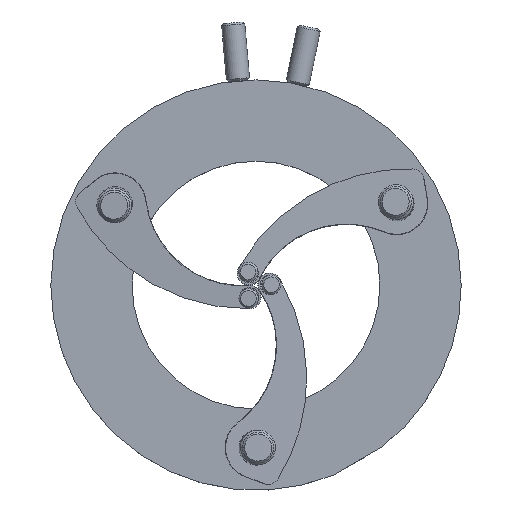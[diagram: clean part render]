
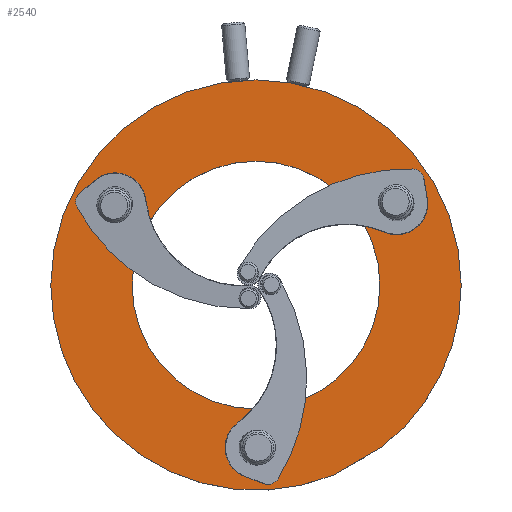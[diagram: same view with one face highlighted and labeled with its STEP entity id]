
A CAD part, top view. The second image highlights one B-rep face of the part: STEP entity #2540.
In plain terms, the highlighted planar face has unit normal (0, 0, 1).
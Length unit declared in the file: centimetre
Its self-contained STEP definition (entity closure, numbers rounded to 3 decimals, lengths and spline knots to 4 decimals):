
#13 = EDGE_LOOP ( 'NONE', ( #1585, #1442 ) ) ;
#211 = AXIS2_PLACEMENT_3D ( 'NONE', #3251, #3204, #3172 ) ;
#212 = AXIS2_PLACEMENT_3D ( 'NONE', #3079, #3191, #3053 ) ;
#214 = AXIS2_PLACEMENT_3D ( 'NONE', #3164, #3279, #3243 ) ;
#239 = AXIS2_PLACEMENT_3D ( 'NONE', #881, #861, #880 ) ;
#241 = AXIS2_PLACEMENT_3D ( 'NONE', #1851, #1793, #1947 ) ;
#272 = FACE_BOUND ( 'NONE', #2729, .T. ) ;
#283 = AXIS2_PLACEMENT_3D ( 'NONE', #3124, #3261, #3125 ) ;
#286 = AXIS2_PLACEMENT_3D ( 'NONE', #3277, #3280, #3272 ) ;
#291 = VECTOR ( 'NONE', #3075, 100. ) ;
#306 = AXIS2_PLACEMENT_3D ( 'NONE', #3270, #3235, #3236 ) ;
#320 = FACE_OUTER_BOUND ( 'NONE', #2672, .T. ) ;
#333 = FACE_BOUND ( 'NONE', #2779, .T. ) ;
#346 = FACE_BOUND ( 'NONE', #2733, .T. ) ;
#411 = AXIS2_PLACEMENT_3D ( 'NONE', #3180, #3016, #3252 ) ;
#413 = FACE_BOUND ( 'NONE', #13, .T. ) ;
#417 = AXIS2_PLACEMENT_3D ( 'NONE', #3081, #3233, #3130 ) ;
#432 = AXIS2_PLACEMENT_3D ( 'NONE', #3013, #1942, #1872 ) ;
#497 = AXIS2_PLACEMENT_3D ( 'NONE', #2997, #2999, #3006 ) ;
#857 = PLANE ( 'NONE',  #239 ) ;
#861 = DIRECTION ( 'NONE',  ( 0., 0., 1. ) ) ;
#880 = DIRECTION ( 'NONE',  ( 1., 0., 0. ) ) ;
#881 = CARTESIAN_POINT ( 'NONE',  ( -0.8088, 0.2026, 0.45 ) ) ;
#1009 = CARTESIAN_POINT ( 'NONE',  ( 2.3912, 0.2026, 0.45 ) ) ;
#1024 = VERTEX_POINT ( 'NONE', #1455 ) ;
#1060 = VERTEX_POINT ( 'NONE', #1417 ) ;
#1148 = VERTEX_POINT ( 'NONE', #1741 ) ;
#1417 = CARTESIAN_POINT ( 'NONE',  ( 1.1872, -4.7072, 0.45 ) ) ;
#1418 = ORIENTED_EDGE ( 'NONE', *, *, #2459, .T. ) ;
#1419 = ORIENTED_EDGE ( 'NONE', *, *, #2324, .F. ) ;
#1433 = ORIENTED_EDGE ( 'NONE', *, *, #2227, .F. ) ;
#1442 = ORIENTED_EDGE ( 'NONE', *, *, #2237, .F. ) ;
#1455 = CARTESIAN_POINT ( 'NONE',  ( -6.1088, 0.2026, 0.45 ) ) ;
#1475 = ORIENTED_EDGE ( 'NONE', *, *, #2225, .T. ) ;
#1570 = ORIENTED_EDGE ( 'NONE', *, *, #2234, .F. ) ;
#1579 = ORIENTED_EDGE ( 'NONE', *, *, #2259, .F. ) ;
#1585 = ORIENTED_EDGE ( 'NONE', *, *, #2233, .F. ) ;
#1593 = ORIENTED_EDGE ( 'NONE', *, *, #2411, .F. ) ;
#1597 = ORIENTED_EDGE ( 'NONE', *, *, #2228, .F. ) ;
#1598 = ORIENTED_EDGE ( 'NONE', *, *, #2450, .T. ) ;
#1609 = ORIENTED_EDGE ( 'NONE', *, *, #2226, .F. ) ;
#1741 = CARTESIAN_POINT ( 'NONE',  ( 4.4912, 0.2026, 0.45 ) ) ;
#1793 = DIRECTION ( 'NONE',  ( 0., 0., 1. ) ) ;
#1851 = CARTESIAN_POINT ( 'NONE',  ( -0.8088, 0.2026, 0.45 ) ) ;
#1872 = DIRECTION ( 'NONE',  ( 1., 0., 0. ) ) ;
#1942 = DIRECTION ( 'NONE',  ( 0., 0., 1. ) ) ;
#1947 = DIRECTION ( 'NONE',  ( 1., 0., 0. ) ) ;
#2099 = CIRCLE ( 'NONE', #241, 5.3 ) ;
#2116 = CIRCLE ( 'NONE', #497, 3.2 ) ;
#2180 = CIRCLE ( 'NONE', #432, 5.3 ) ;
#2225 = EDGE_CURVE ( 'NONE', #2907, #1148, #2244, .T. ) ;
#2226 = EDGE_CURVE ( 'NONE', #2896, #2906, #2243, .T. ) ;
#2227 = EDGE_CURVE ( 'NONE', #2906, #2896, #2242, .T. ) ;
#2228 = EDGE_CURVE ( 'NONE', #2885, #2893, #2241, .T. ) ;
#2231 = CIRCLE ( 'NONE', #283, 3.2 ) ;
#2233 = EDGE_CURVE ( 'NONE', #2892, #2886, #2240, .T. ) ;
#2234 = EDGE_CURVE ( 'NONE', #2893, #2885, #2236, .T. ) ;
#2235 = CIRCLE ( 'NONE', #417, 0.2 ) ;
#2236 = CIRCLE ( 'NONE', #211, 0.2 ) ;
#2237 = EDGE_CURVE ( 'NONE', #2886, #2892, #2235, .T. ) ;
#2240 = CIRCLE ( 'NONE', #212, 0.2 ) ;
#2241 = CIRCLE ( 'NONE', #306, 0.2 ) ;
#2242 = CIRCLE ( 'NONE', #214, 0.2 ) ;
#2243 = CIRCLE ( 'NONE', #411, 0.2 ) ;
#2244 = CIRCLE ( 'NONE', #286, 5.3 ) ;
#2259 = EDGE_CURVE ( 'NONE', #2907, #1060, #3244, .T. ) ;
#2324 = EDGE_CURVE ( 'NONE', #2771, #2848, #2231, .T. ) ;
#2411 = EDGE_CURVE ( 'NONE', #2848, #2771, #2116, .T. ) ;
#2450 = EDGE_CURVE ( 'NONE', #1024, #1060, #2180, .T. ) ;
#2459 = EDGE_CURVE ( 'NONE', #1148, #1024, #2099, .T. ) ;
#2540 = ADVANCED_FACE ( 'NONE', ( #413, #333, #346, #320, #272 ), #857, .T. ) ;
#2672 = EDGE_LOOP ( 'NONE', ( #1579, #1475, #1418, #1598 ) ) ;
#2729 = EDGE_LOOP ( 'NONE', ( #1593, #1419 ) ) ;
#2733 = EDGE_LOOP ( 'NONE', ( #1609, #1433 ) ) ;
#2771 = VERTEX_POINT ( 'NONE', #1009 ) ;
#2779 = EDGE_LOOP ( 'NONE', ( #1597, #1570 ) ) ;
#2848 = VERTEX_POINT ( 'NONE', #3515 ) ;
#2885 = VERTEX_POINT ( 'NONE', #3287 ) ;
#2886 = VERTEX_POINT ( 'NONE', #3293 ) ;
#2892 = VERTEX_POINT ( 'NONE', #3301 ) ;
#2893 = VERTEX_POINT ( 'NONE', #3319 ) ;
#2896 = VERTEX_POINT ( 'NONE', #3332 ) ;
#2906 = VERTEX_POINT ( 'NONE', #3320 ) ;
#2907 = VERTEX_POINT ( 'NONE', #3318 ) ;
#2997 = CARTESIAN_POINT ( 'NONE',  ( -0.8088, 0.2026, 0.45 ) ) ;
#2999 = DIRECTION ( 'NONE',  ( 0., 0., 1. ) ) ;
#3006 = DIRECTION ( 'NONE',  ( 1., 0., 0. ) ) ;
#3013 = CARTESIAN_POINT ( 'NONE',  ( -0.8088, 0.2026, 0.45 ) ) ;
#3016 = DIRECTION ( 'NONE',  ( 0., 0., 1. ) ) ;
#3053 = DIRECTION ( 'NONE',  ( -0.5, 0.866, 0. ) ) ;
#3075 = DIRECTION ( 'NONE',  ( -0.866, -0.5, 0. ) ) ;
#3079 = CARTESIAN_POINT ( 'NONE',  ( -0.8088, -3.9974, 0.45 ) ) ;
#3081 = CARTESIAN_POINT ( 'NONE',  ( -0.8088, -3.9974, 0.45 ) ) ;
#3124 = CARTESIAN_POINT ( 'NONE',  ( -0.8088, 0.2026, 0.45 ) ) ;
#3125 = DIRECTION ( 'NONE',  ( 1., 0., 0. ) ) ;
#3130 = DIRECTION ( 'NONE',  ( -0.5, 0.866, 0. ) ) ;
#3164 = CARTESIAN_POINT ( 'NONE',  ( -4.4461, 2.3026, 0.45 ) ) ;
#3172 = DIRECTION ( 'NONE',  ( -0.5, -0.866, 0. ) ) ;
#3180 = CARTESIAN_POINT ( 'NONE',  ( -4.4461, 2.3026, 0.45 ) ) ;
#3191 = DIRECTION ( 'NONE',  ( 0., 0., 1. ) ) ;
#3204 = DIRECTION ( 'NONE',  ( 0., 0., 1. ) ) ;
#3205 = CARTESIAN_POINT ( 'NONE',  ( 2.7135, -3.826, 0.45 ) ) ;
#3233 = DIRECTION ( 'NONE',  ( 0., 0., 1. ) ) ;
#3235 = DIRECTION ( 'NONE',  ( 0., 0., 1. ) ) ;
#3236 = DIRECTION ( 'NONE',  ( -0.5, -0.866, 0. ) ) ;
#3243 = DIRECTION ( 'NONE',  ( 1., 0., 0. ) ) ;
#3244 = LINE ( 'NONE', #3205, #291 ) ;
#3251 = CARTESIAN_POINT ( 'NONE',  ( 2.8285, 2.3026, 0.45 ) ) ;
#3252 = DIRECTION ( 'NONE',  ( 1., 0., 0. ) ) ;
#3261 = DIRECTION ( 'NONE',  ( 0., 0., 1. ) ) ;
#3270 = CARTESIAN_POINT ( 'NONE',  ( 2.8285, 2.3026, 0.45 ) ) ;
#3272 = DIRECTION ( 'NONE',  ( 1., 0., 0. ) ) ;
#3277 = CARTESIAN_POINT ( 'NONE',  ( -0.8088, 0.2026, 0.45 ) ) ;
#3279 = DIRECTION ( 'NONE',  ( 0., 0., 1. ) ) ;
#3280 = DIRECTION ( 'NONE',  ( 0., 0., 1. ) ) ;
#3287 = CARTESIAN_POINT ( 'NONE',  ( 2.7285, 2.1294, 0.45 ) ) ;
#3293 = CARTESIAN_POINT ( 'NONE',  ( -0.7088, -4.1706, 0.45 ) ) ;
#3301 = CARTESIAN_POINT ( 'NONE',  ( -0.9088, -3.8242, 0.45 ) ) ;
#3318 = CARTESIAN_POINT ( 'NONE',  ( 2.4452, -3.9809, 0.45 ) ) ;
#3319 = CARTESIAN_POINT ( 'NONE',  ( 2.9285, 2.4758, 0.45 ) ) ;
#3320 = CARTESIAN_POINT ( 'NONE',  ( -4.6461, 2.3026, 0.45 ) ) ;
#3332 = CARTESIAN_POINT ( 'NONE',  ( -4.2461, 2.3026, 0.45 ) ) ;
#3515 = CARTESIAN_POINT ( 'NONE',  ( -4.0088, 0.2026, 0.45 ) ) ;
